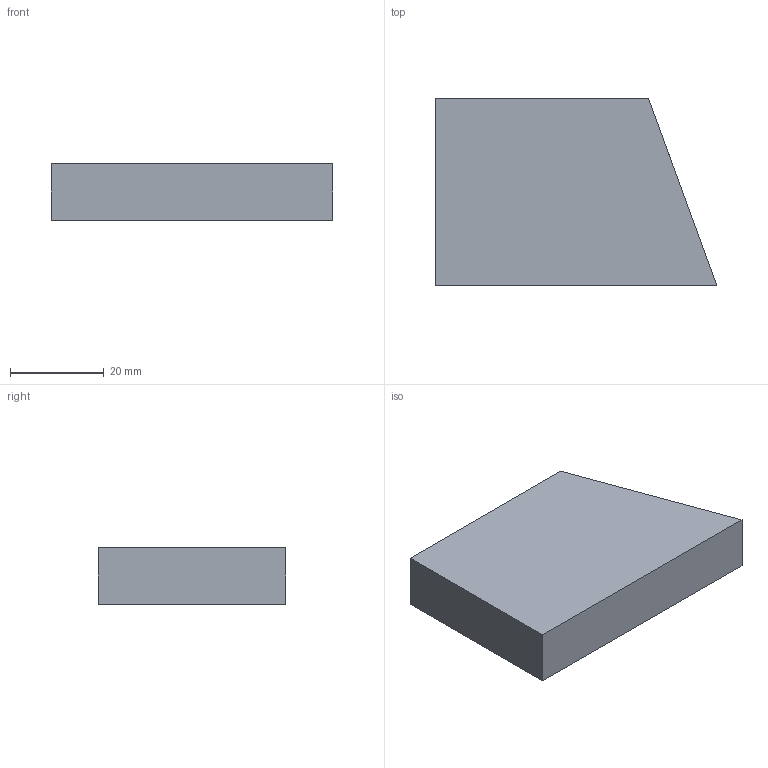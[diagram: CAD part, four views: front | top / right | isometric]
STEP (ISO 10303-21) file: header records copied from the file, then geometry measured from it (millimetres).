
FILE_DESCRIPTION (( 'STEP AP214' ), '1' );
FILE_NAME ('TripodSpreaderSupport.STEP', '2015-06-11T08:28:18', ( '' ), ( '' ), 'SwSTEP 2.0', 'SolidWorks 2014', '' );
FILE_SCHEMA (( 'AUTOMOTIVE_DESIGN' ));
Length unit declared in the file: millimetre
Products named in the file (1): TripodSpreaderSupport
Bounding box: 60 x 40 x 12 mm (x, y, z)
Volume: 24986 mm3; surface area: 6781.1 mm2
Topology: 1 solids, 1 shells, 18 faces, 42 edges, 23 vertices
Faces by surface type: cylinder 6, cone 6, plane 6
Entity records: 502 total; most frequent: DIRECTION 86, CARTESIAN_POINT 78, ORIENTED_EDGE 72, EDGE_CURVE 36, AXIS2_PLACEMENT_3D 31, LINE 24, VECTOR 24, VERTEX_POINT 23
